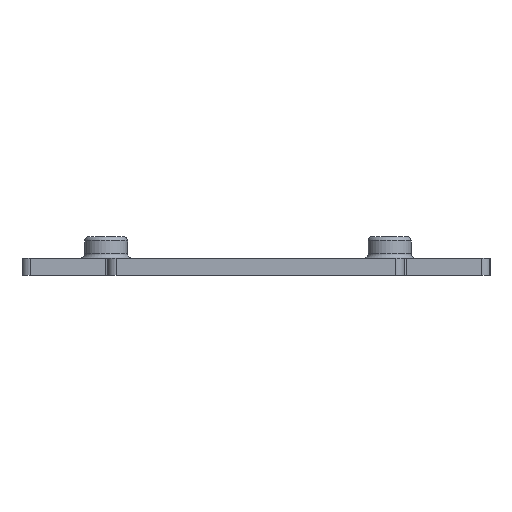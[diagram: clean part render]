
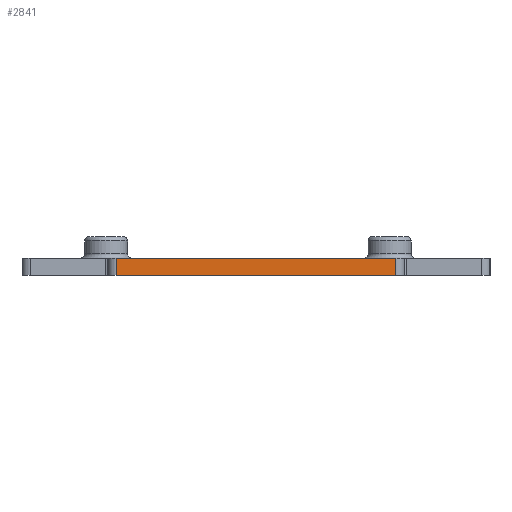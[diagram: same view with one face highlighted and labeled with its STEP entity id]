
A CAD part, left-side view. The second image highlights one B-rep face of the part: STEP entity #2841.
In plain terms, the highlighted planar face has unit normal (-1, 0, 0).
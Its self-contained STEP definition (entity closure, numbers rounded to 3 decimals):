
#94=PLANE('',#3118);
#251=FACE_OUTER_BOUND('',#418,.T.);
#418=EDGE_LOOP('',(#2245,#2246,#2247,#2248));
#611=LINE('',#4512,#831);
#654=LINE('',#4681,#874);
#655=LINE('',#4685,#875);
#656=LINE('',#4686,#876);
#831=VECTOR('',#3597,10.);
#874=VECTOR('',#3738,10.);
#875=VECTOR('',#3743,10.);
#876=VECTOR('',#3744,10.);
#1296=VERTEX_POINT('',#4509);
#1297=VERTEX_POINT('',#4511);
#1374=VERTEX_POINT('',#4680);
#1375=VERTEX_POINT('',#4684);
#1631=EDGE_CURVE('',#1297,#1296,#611,.T.);
#1716=EDGE_CURVE('',#1297,#1374,#654,.T.);
#1718=EDGE_CURVE('',#1375,#1296,#655,.T.);
#1719=EDGE_CURVE('',#1374,#1375,#656,.T.);
#2245=ORIENTED_EDGE('',*,*,#1716,.F.);
#2246=ORIENTED_EDGE('',*,*,#1631,.T.);
#2247=ORIENTED_EDGE('',*,*,#1718,.F.);
#2248=ORIENTED_EDGE('',*,*,#1719,.F.);
#2841=ADVANCED_FACE('',(#251),#94,.T.);
#3118=AXIS2_PLACEMENT_3D('',#4683,#3741,#3742);
#3597=DIRECTION('',(0.,-1.,0.));
#3738=DIRECTION('',(0.,0.,1.));
#3741=DIRECTION('center_axis',(-1.,0.,0.));
#3742=DIRECTION('ref_axis',(0.,-1.,0.));
#3743=DIRECTION('',(0.,0.,-1.));
#3744=DIRECTION('',(0.,-1.,0.));
#4509=CARTESIAN_POINT('',(-110.,-32.5,0.));
#4511=CARTESIAN_POINT('',(-110.,32.5,0.));
#4512=CARTESIAN_POINT('',(-110.,54.5,0.));
#4680=CARTESIAN_POINT('',(-110.,32.5,4.));
#4681=CARTESIAN_POINT('',(-110.,32.5,0.));
#4683=CARTESIAN_POINT('Origin',(-110.,54.5,0.));
#4684=CARTESIAN_POINT('',(-110.,-32.5,4.));
#4685=CARTESIAN_POINT('',(-110.,-32.5,0.));
#4686=CARTESIAN_POINT('',(-110.,54.5,4.));
